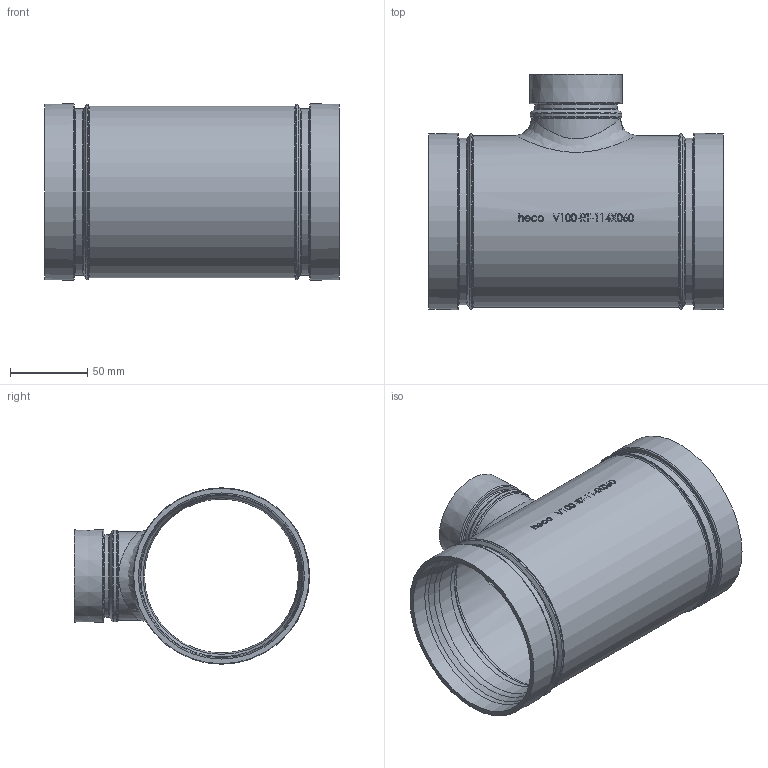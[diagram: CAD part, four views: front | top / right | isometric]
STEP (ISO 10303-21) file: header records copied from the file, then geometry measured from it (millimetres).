
FILE_DESCRIPTION (( 'STEP AP214' ), '1' );
FILE_NAME ('V100-RT-114X060-x Typ E493 DN100x50 400x200 Ø114,3x60,3 1812.STEP', '2018-12-17T07:44:56', ( '' ), ( '' ), 'SwSTEP 2.0', 'SolidWorks 2016', '' );
FILE_SCHEMA (( 'AUTOMOTIVE_DESIGN' ));
Length unit declared in the file: inch
Products named in the file (1): V100-RT-114X060-x Typ E493 DN100x50 400x200 Ø114,3x60,3 1812
Bounding box: 190.5 x 152.39 x 114.27 mm (x, y, z)
Volume: 278710.1 mm3; surface area: 146276.8 mm2
Topology: 1 solids, 1 shells, 277 faces, 679 edges, 436 vertices
Faces by surface type: bspline 116, plane 73, cylinder 43, torus 30, cone 15
Full cylindrical faces by diameter (mm): 45.364 x1, 53.34 x1, 59.563 x1, 99.72 x2, 104.445 x1, 107.696 x2, 111.252 x1, 113.538 x2
Entity records: 29188 total; most frequent: CARTESIAN_POINT 21293, ORIENTED_EDGE 1230, DIRECTION 698, EDGE_CURVE 615, VERTEX_POINT 429, EDGE_LOOP 370, B_SPLINE_CURVE_WITH_KNOTS 364, FACE_OUTER_BOUND 319
